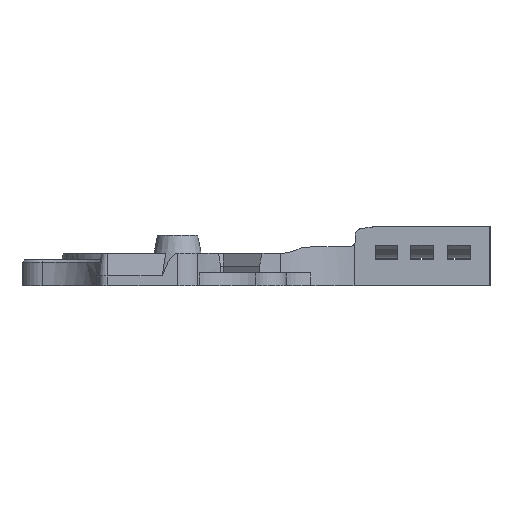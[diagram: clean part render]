
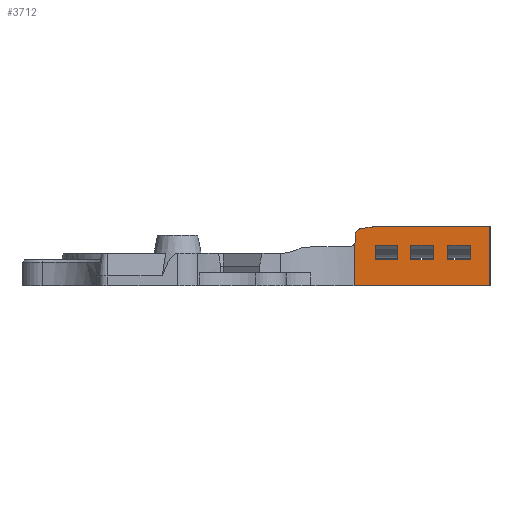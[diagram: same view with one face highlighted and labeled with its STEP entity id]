
A CAD part, left-side view. The second image highlights one B-rep face of the part: STEP entity #3712.
In plain terms, the highlighted planar face has unit normal (-1, 0, 0).
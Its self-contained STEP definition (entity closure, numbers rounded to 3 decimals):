
#98=FACE_BOUND('',#606,.T.);
#99=FACE_BOUND('',#607,.T.);
#100=FACE_BOUND('',#608,.T.);
#178=PLANE('',#4119);
#380=FACE_OUTER_BOUND('',#605,.T.);
#605=EDGE_LOOP('',(#3381,#3382,#3383,#3384,#3385,#3386,#3387,#3388));
#606=EDGE_LOOP('',(#3389,#3390,#3391,#3392));
#607=EDGE_LOOP('',(#3393,#3394,#3395,#3396));
#608=EDGE_LOOP('',(#3397,#3398,#3399,#3400));
#623=CIRCLE('',#3746,1.);
#625=CIRCLE('',#3750,1.);
#844=B_SPLINE_CURVE_WITH_KNOTS('',3,(#6873,#6874,#6875,#6876),
 .UNSPECIFIED.,.F.,.F.,(4,4),(-0.364,0.),
 .UNSPECIFIED.);
#854=LINE('',#5373,#1162);
#865=LINE('',#5419,#1173);
#1084=LINE('',#6773,#1392);
#1086=LINE('',#6782,#1394);
#1095=LINE('',#6806,#1403);
#1098=LINE('',#6813,#1406);
#1101=LINE('',#6822,#1409);
#1122=LINE('',#6899,#1430);
#1128=LINE('',#6916,#1436);
#1132=LINE('',#6925,#1440);
#1133=LINE('',#6927,#1441);
#1139=LINE('',#6940,#1447);
#1140=LINE('',#6942,#1448);
#1141=LINE('',#6945,#1449);
#1142=LINE('',#6947,#1450);
#1143=LINE('',#6949,#1451);
#1144=LINE('',#6950,#1452);
#1162=VECTOR('',#4164,1000.);
#1173=VECTOR('',#4191,1000.);
#1392=VECTOR('',#5024,1000.);
#1394=VECTOR('',#5032,1000.);
#1403=VECTOR('',#5057,1000.);
#1406=VECTOR('',#5066,1000.);
#1409=VECTOR('',#5077,1000.);
#1430=VECTOR('',#5156,1000.);
#1436=VECTOR('',#5172,1000.);
#1440=VECTOR('',#5184,1000.);
#1441=VECTOR('',#5187,1000.);
#1447=VECTOR('',#5199,1000.);
#1448=VECTOR('',#5202,1000.);
#1449=VECTOR('',#5203,1000.);
#1450=VECTOR('',#5204,1000.);
#1451=VECTOR('',#5205,1000.);
#1452=VECTOR('',#5206,1000.);
#1477=VERTEX_POINT('',#5370);
#1478=VERTEX_POINT('',#5372);
#1484=VERTEX_POINT('',#5393);
#1485=VERTEX_POINT('',#5402);
#1488=VERTEX_POINT('',#5413);
#1489=VERTEX_POINT('',#5414);
#1750=VERTEX_POINT('',#6770);
#1751=VERTEX_POINT('',#6772);
#1754=VERTEX_POINT('',#6779);
#1755=VERTEX_POINT('',#6781);
#1765=VERTEX_POINT('',#6821);
#1771=VERTEX_POINT('',#6872);
#1779=VERTEX_POINT('',#6896);
#1780=VERTEX_POINT('',#6898);
#1785=VERTEX_POINT('',#6913);
#1786=VERTEX_POINT('',#6915);
#1792=VERTEX_POINT('',#6943);
#1793=VERTEX_POINT('',#6944);
#1794=VERTEX_POINT('',#6946);
#1795=VERTEX_POINT('',#6948);
#1823=EDGE_CURVE('',#1477,#1478,#854,.T.);
#1831=EDGE_CURVE('',#1484,#1485,#623,.T.);
#1837=EDGE_CURVE('',#1488,#1489,#625,.T.);
#1840=EDGE_CURVE('',#1485,#1489,#865,.T.);
#2250=EDGE_CURVE('',#1751,#1750,#1084,.T.);
#2254=EDGE_CURVE('',#1755,#1754,#1086,.T.);
#2267=EDGE_CURVE('',#1754,#1751,#1095,.T.);
#2271=EDGE_CURVE('',#1755,#1750,#1098,.T.);
#2275=EDGE_CURVE('',#1484,#1765,#1101,.T.);
#2297=EDGE_CURVE('',#1771,#1488,#844,.T.);
#2308=EDGE_CURVE('',#1780,#1779,#1122,.T.);
#2317=EDGE_CURVE('',#1786,#1785,#1128,.T.);
#2322=EDGE_CURVE('',#1785,#1780,#1132,.T.);
#2323=EDGE_CURVE('',#1779,#1786,#1133,.T.);
#2329=EDGE_CURVE('',#1478,#1765,#1139,.T.);
#2330=EDGE_CURVE('',#1771,#1477,#1140,.T.);
#2331=EDGE_CURVE('',#1792,#1793,#1141,.T.);
#2332=EDGE_CURVE('',#1793,#1794,#1142,.T.);
#2333=EDGE_CURVE('',#1794,#1795,#1143,.T.);
#2334=EDGE_CURVE('',#1795,#1792,#1144,.T.);
#3381=ORIENTED_EDGE('',*,*,#2329,.F.);
#3382=ORIENTED_EDGE('',*,*,#1823,.F.);
#3383=ORIENTED_EDGE('',*,*,#2330,.F.);
#3384=ORIENTED_EDGE('',*,*,#2297,.T.);
#3385=ORIENTED_EDGE('',*,*,#1837,.T.);
#3386=ORIENTED_EDGE('',*,*,#1840,.F.);
#3387=ORIENTED_EDGE('',*,*,#1831,.F.);
#3388=ORIENTED_EDGE('',*,*,#2275,.T.);
#3389=ORIENTED_EDGE('',*,*,#2267,.T.);
#3390=ORIENTED_EDGE('',*,*,#2250,.T.);
#3391=ORIENTED_EDGE('',*,*,#2271,.F.);
#3392=ORIENTED_EDGE('',*,*,#2254,.T.);
#3393=ORIENTED_EDGE('',*,*,#2308,.T.);
#3394=ORIENTED_EDGE('',*,*,#2323,.T.);
#3395=ORIENTED_EDGE('',*,*,#2317,.T.);
#3396=ORIENTED_EDGE('',*,*,#2322,.T.);
#3397=ORIENTED_EDGE('',*,*,#2331,.T.);
#3398=ORIENTED_EDGE('',*,*,#2332,.T.);
#3399=ORIENTED_EDGE('',*,*,#2333,.T.);
#3400=ORIENTED_EDGE('',*,*,#2334,.T.);
#3712=ADVANCED_FACE('',(#380,#98,#99,#100),#178,.T.);
#3746=AXIS2_PLACEMENT_3D('',#5403,#4173,#4174);
#3750=AXIS2_PLACEMENT_3D('',#5415,#4185,#4186);
#4119=AXIS2_PLACEMENT_3D('',#6941,#5200,#5201);
#4164=DIRECTION('',(0.,0.,-1.));
#4173=DIRECTION('center_axis',(-1.,0.,0.));
#4174=DIRECTION('ref_axis',(0.,0.,1.));
#4185=DIRECTION('center_axis',(-1.,0.,0.));
#4186=DIRECTION('ref_axis',(0.,-1.,0.));
#4191=DIRECTION('',(0.,0.,1.));
#5024=DIRECTION('',(0.,1.,0.));
#5032=DIRECTION('',(0.,-1.,0.));
#5057=DIRECTION('',(0.,0.,-1.));
#5066=DIRECTION('',(0.,0.,-1.));
#5077=DIRECTION('',(0.,0.,-1.));
#5156=DIRECTION('',(0.,0.,-1.));
#5172=DIRECTION('',(0.,0.,1.));
#5184=DIRECTION('',(0.,-1.,0.));
#5187=DIRECTION('',(0.,1.,0.));
#5199=DIRECTION('',(0.,1.,0.));
#5200=DIRECTION('center_axis',(-1.,0.,0.));
#5201=DIRECTION('ref_axis',(0.,1.,0.));
#5202=DIRECTION('',(0.,-1.,0.));
#5203=DIRECTION('',(0.,0.,-1.));
#5204=DIRECTION('',(0.,1.,0.));
#5205=DIRECTION('',(0.,0.,1.));
#5206=DIRECTION('',(0.,-1.,0.));
#5370=CARTESIAN_POINT('',(-4.22,-50.02,9.2));
#5372=CARTESIAN_POINT('',(-4.22,-50.02,0.));
#5373=CARTESIAN_POINT('',(-4.22,-50.02,2.5));
#5393=CARTESIAN_POINT('',(-4.22,-28.891,6.39));
#5402=CARTESIAN_POINT('',(-4.22,-29.099,7.));
#5403=CARTESIAN_POINT('Origin',(-4.22,-28.099,7.));
#5413=CARTESIAN_POINT('',(-4.22,-29.892,8.831));
#5414=CARTESIAN_POINT('',(-4.22,-29.099,7.853));
#5415=CARTESIAN_POINT('Origin',(-4.22,-30.099,7.853));
#5419=CARTESIAN_POINT('',(-4.22,-29.099,7.51));
#6770=CARTESIAN_POINT('',(-4.22,-32.205,4.01));
#6772=CARTESIAN_POINT('',(-4.22,-35.705,4.01));
#6773=CARTESIAN_POINT('',(-4.22,-35.705,4.01));
#6779=CARTESIAN_POINT('',(-4.22,-35.705,6.26));
#6781=CARTESIAN_POINT('',(-4.22,-32.205,6.26));
#6782=CARTESIAN_POINT('',(-4.22,-37.705,6.26));
#6806=CARTESIAN_POINT('',(-4.22,-35.705,2.5));
#6813=CARTESIAN_POINT('',(-4.22,-32.205,4.71));
#6821=CARTESIAN_POINT('',(-4.22,-28.891,0.));
#6822=CARTESIAN_POINT('',(-4.22,-28.891,2.5));
#6872=CARTESIAN_POINT('',(-4.22,-33.508,9.2));
#6873=CARTESIAN_POINT('Ctrl Pts',(-4.22,-33.508,9.2));
#6874=CARTESIAN_POINT('Ctrl Pts',(-4.22,-32.115,9.2));
#6875=CARTESIAN_POINT('Ctrl Pts',(-4.22,-30.904,9.046));
#6876=CARTESIAN_POINT('Ctrl Pts',(-4.22,-29.892,8.831));
#6896=CARTESIAN_POINT('',(-4.22,-41.205,4.01));
#6898=CARTESIAN_POINT('',(-4.22,-41.205,6.26));
#6899=CARTESIAN_POINT('',(-4.22,-41.205,2.5));
#6913=CARTESIAN_POINT('',(-4.22,-37.705,6.26));
#6915=CARTESIAN_POINT('',(-4.22,-37.705,4.01));
#6916=CARTESIAN_POINT('',(-4.22,-37.705,2.5));
#6925=CARTESIAN_POINT('',(-4.22,-37.705,6.26));
#6927=CARTESIAN_POINT('',(-4.22,-33.705,4.01));
#6940=CARTESIAN_POINT('',(-4.22,11.975,0.));
#6941=CARTESIAN_POINT('Origin',(-4.22,-47.02,2.5));
#6942=CARTESIAN_POINT('',(-4.22,-31.155,9.2));
#6943=CARTESIAN_POINT('',(-4.22,-46.97,6.26));
#6944=CARTESIAN_POINT('',(-4.22,-46.97,4.01));
#6945=CARTESIAN_POINT('',(-4.22,-46.97,2.5));
#6946=CARTESIAN_POINT('',(-4.22,-43.47,4.01));
#6947=CARTESIAN_POINT('',(-4.22,-39.47,4.01));
#6948=CARTESIAN_POINT('',(-4.22,-43.47,6.26));
#6949=CARTESIAN_POINT('',(-4.22,-43.47,2.5));
#6950=CARTESIAN_POINT('',(-4.22,-43.47,6.26));
